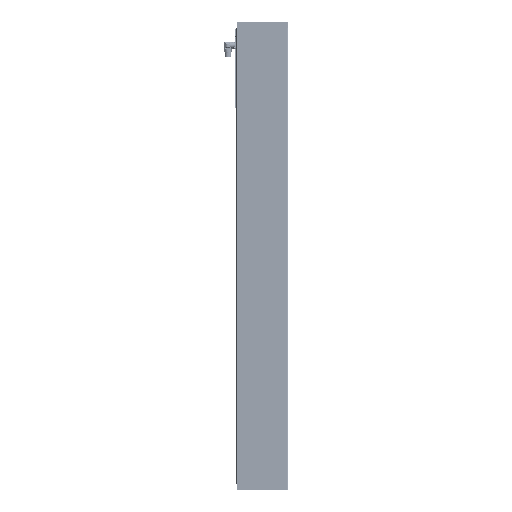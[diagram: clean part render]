
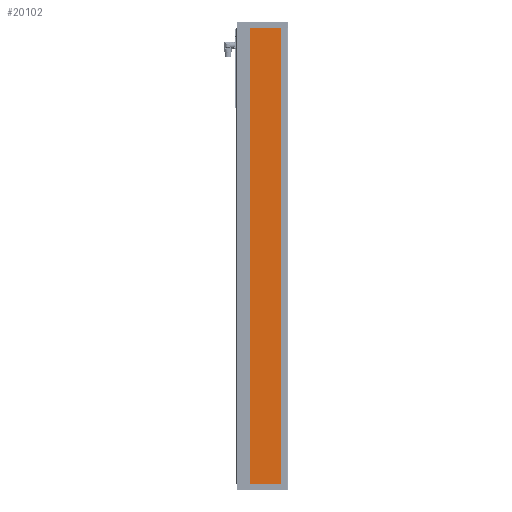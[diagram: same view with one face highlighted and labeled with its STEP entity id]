
A CAD part, left-side view. The second image highlights one B-rep face of the part: STEP entity #20102.
In plain terms, the highlighted planar face has unit normal (-1, 0, 0).
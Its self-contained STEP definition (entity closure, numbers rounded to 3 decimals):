
#10528 = VERTEX_POINT ( 'NONE', #131655 ) ;
#13434 = LINE ( 'NONE', #71019, #154519 ) ;
#19538 = ORIENTED_EDGE ( 'NONE', *, *, #137871, .T. ) ;
#20102 = ADVANCED_FACE ( 'NONE', ( #103623 ), #145797, .F. ) ;
#21544 = AXIS2_PLACEMENT_3D ( 'NONE', #173992, #89999, #78065 ) ;
#21600 = CARTESIAN_POINT ( 'NONE',  ( 0., 40.9, 0. ) ) ;
#25378 = LINE ( 'NONE', #151603, #145151 ) ;
#40653 = EDGE_CURVE ( 'NONE', #88949, #10528, #136275, .T. ) ;
#54919 = VECTOR ( 'NONE', #88568, 1000. ) ;
#55969 = EDGE_CURVE ( 'NONE', #10528, #173431, #25378, .T. ) ;
#56128 = VERTEX_POINT ( 'NONE', #171486 ) ;
#60529 = ORIENTED_EDGE ( 'NONE', *, *, #40653, .F. ) ;
#65862 = CARTESIAN_POINT ( 'NONE',  ( 0., 40.9, 0. ) ) ;
#65923 = EDGE_CURVE ( 'NONE', #88949, #56128, #142559, .T. ) ;
#71019 = CARTESIAN_POINT ( 'NONE',  ( 0., -65.4, 1600. ) ) ;
#78065 = DIRECTION ( 'NONE',  ( 0., 0., -1. ) ) ;
#81335 = EDGE_LOOP ( 'NONE', ( #130499, #60529, #171425, #19538 ) ) ;
#84879 = CARTESIAN_POINT ( 'NONE',  ( 0., -65.4, 1600. ) ) ;
#88568 = DIRECTION ( 'NONE',  ( 0., -1., 0. ) ) ;
#88949 = VERTEX_POINT ( 'NONE', #21600 ) ;
#89999 = DIRECTION ( 'NONE',  ( 1., 0., 0. ) ) ;
#95694 = DIRECTION ( 'NONE',  ( 0., 0., 1. ) ) ;
#100716 = VECTOR ( 'NONE', #174590, 1000. ) ;
#103623 = FACE_OUTER_BOUND ( 'NONE', #81335, .T. ) ;
#115000 = CARTESIAN_POINT ( 'NONE',  ( 0., -90., 0. ) ) ;
#124974 = DIRECTION ( 'NONE',  ( 0., -1., 0. ) ) ;
#130499 = ORIENTED_EDGE ( 'NONE', *, *, #55969, .F. ) ;
#131655 = CARTESIAN_POINT ( 'NONE',  ( 0., 40.9, 1600. ) ) ;
#136275 = LINE ( 'NONE', #65862, #100716 ) ;
#137871 = EDGE_CURVE ( 'NONE', #56128, #173431, #13434, .T. ) ;
#142559 = LINE ( 'NONE', #115000, #54919 ) ;
#145151 = VECTOR ( 'NONE', #124974, 1000. ) ;
#145797 = PLANE ( 'NONE',  #21544 ) ;
#151603 = CARTESIAN_POINT ( 'NONE',  ( 0., -90., 1600. ) ) ;
#154519 = VECTOR ( 'NONE', #95694, 1000. ) ;
#171425 = ORIENTED_EDGE ( 'NONE', *, *, #65923, .T. ) ;
#171486 = CARTESIAN_POINT ( 'NONE',  ( 0., -65.4, 0. ) ) ;
#173431 = VERTEX_POINT ( 'NONE', #84879 ) ;
#173992 = CARTESIAN_POINT ( 'NONE',  ( 0., -90., 1600. ) ) ;
#174590 = DIRECTION ( 'NONE',  ( 0., 0., 1. ) ) ;
